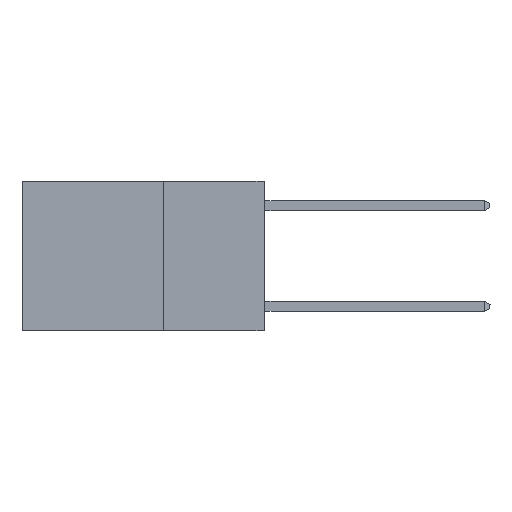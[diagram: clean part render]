
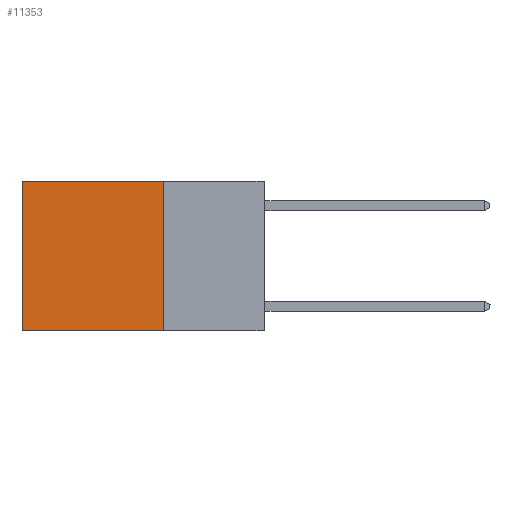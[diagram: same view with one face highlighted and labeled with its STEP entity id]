
A CAD part, left-side view. The second image highlights one B-rep face of the part: STEP entity #11353.
In plain terms, the highlighted planar face has unit normal (-1, 0, 0).
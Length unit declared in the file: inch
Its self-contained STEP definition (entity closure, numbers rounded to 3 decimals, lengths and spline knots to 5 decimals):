
#1746 = VERTEX_POINT ( 'NONE', #2664 ) ;
#2559 = LINE ( 'NONE', #11814, #4001 ) ;
#2664 = CARTESIAN_POINT ( 'NONE',  ( 0.2625, 0.25, 0. ) ) ;
#3292 = CARTESIAN_POINT ( 'NONE',  ( 0.2625, 0.25, -0.37 ) ) ;
#4001 = VECTOR ( 'NONE', #26745, 39.37008 ) ;
#4533 = EDGE_CURVE ( 'NONE', #1746, #20106, #7731, .T. ) ;
#4686 = ORIENTED_EDGE ( 'NONE', *, *, #12343, .T. ) ;
#5470 = DIRECTION ( 'NONE',  ( 0., 0., -1. ) ) ;
#5650 = ORIENTED_EDGE ( 'NONE', *, *, #13731, .F. ) ;
#7506 = CARTESIAN_POINT ( 'NONE',  ( 0.2625, 0.6, -0.37 ) ) ;
#7731 = LINE ( 'NONE', #17466, #29218 ) ;
#8636 = CARTESIAN_POINT ( 'NONE',  ( 0.2625, 0.25, 0. ) ) ;
#9851 = LINE ( 'NONE', #10018, #21145 ) ;
#10018 = CARTESIAN_POINT ( 'NONE',  ( 0.2625, 0.6, 0. ) ) ;
#11353 = ADVANCED_FACE ( 'NONE', ( #26397 ), #16992, .F. ) ;
#11673 = VECTOR ( 'NONE', #31825, 39.37008 ) ;
#11814 = CARTESIAN_POINT ( 'NONE',  ( 0.2625, 0.25, -0.37 ) ) ;
#11942 = CARTESIAN_POINT ( 'NONE',  ( 0.2625, 0.25, 0. ) ) ;
#12343 = EDGE_CURVE ( 'NONE', #1746, #29595, #30854, .T. ) ;
#12432 = DIRECTION ( 'NONE',  ( 0., 0., -1. ) ) ;
#13731 = EDGE_CURVE ( 'NONE', #20106, #17634, #2559, .T. ) ;
#14048 = ORIENTED_EDGE ( 'NONE', *, *, #15133, .T. ) ;
#15133 = EDGE_CURVE ( 'NONE', #29595, #17634, #9851, .T. ) ;
#16347 = DIRECTION ( 'NONE',  ( 0., 0., -1. ) ) ;
#16505 = DIRECTION ( 'NONE',  ( 1., 0., 0. ) ) ;
#16992 = PLANE ( 'NONE',  #31372 ) ;
#17466 = CARTESIAN_POINT ( 'NONE',  ( 0.2625, 0.25, 0. ) ) ;
#17634 = VERTEX_POINT ( 'NONE', #7506 ) ;
#20106 = VERTEX_POINT ( 'NONE', #3292 ) ;
#21145 = VECTOR ( 'NONE', #12432, 39.37008 ) ;
#24382 = ORIENTED_EDGE ( 'NONE', *, *, #4533, .F. ) ;
#24619 = CARTESIAN_POINT ( 'NONE',  ( 0.2625, 0.6, 0. ) ) ;
#26397 = FACE_OUTER_BOUND ( 'NONE', #26753, .T. ) ;
#26745 = DIRECTION ( 'NONE',  ( 0., 1., 0. ) ) ;
#26753 = EDGE_LOOP ( 'NONE', ( #14048, #5650, #24382, #4686 ) ) ;
#29218 = VECTOR ( 'NONE', #5470, 39.37008 ) ;
#29595 = VERTEX_POINT ( 'NONE', #24619 ) ;
#30854 = LINE ( 'NONE', #8636, #11673 ) ;
#31372 = AXIS2_PLACEMENT_3D ( 'NONE', #11942, #16505, #16347 ) ;
#31825 = DIRECTION ( 'NONE',  ( 0., 1., 0. ) ) ;
